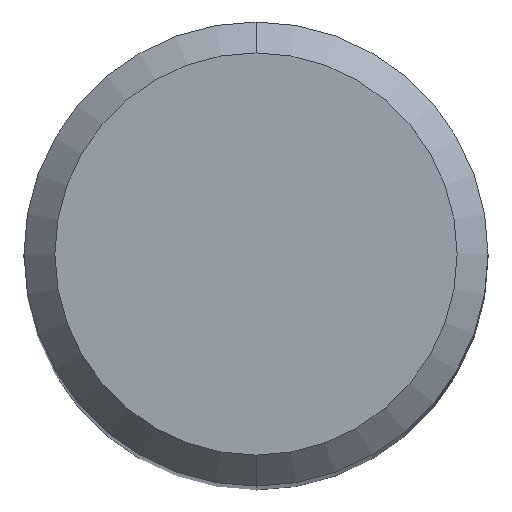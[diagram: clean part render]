
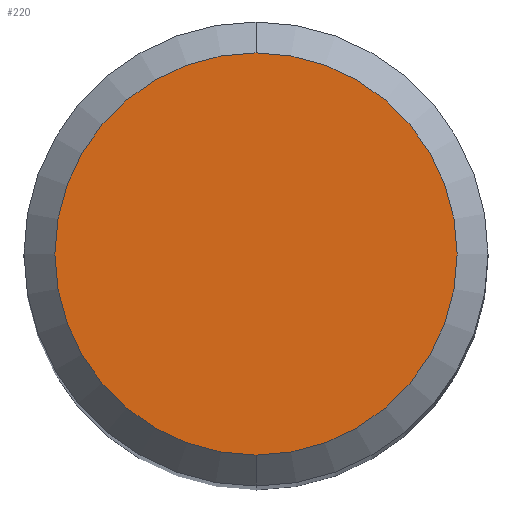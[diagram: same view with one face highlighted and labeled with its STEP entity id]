
A CAD part, top view. The second image highlights one B-rep face of the part: STEP entity #220.
In plain terms, the highlighted planar face has unit normal (0, 0, 1).
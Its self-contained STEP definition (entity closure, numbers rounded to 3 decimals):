
#134=EDGE_CURVE('',#180,#218,#290,.T.);
#180=VERTEX_POINT('',#346);
#218=VERTEX_POINT('',#387);
#220=ADVANCED_FACE('',(#389),#390,.T.);
#230=EDGE_CURVE('',#218,#180,#400,.T.);
#290=CIRCLE('',#460,2.6);
#346=CARTESIAN_POINT('',(0.,-2.6,0.01));
#387=CARTESIAN_POINT('',(0.0,2.6,0.01));
#389=FACE_OUTER_BOUND('',#586,.T.);
#390=PLANE('',#587);
#400=CIRCLE('',#601,2.6);
#460=AXIS2_PLACEMENT_3D('',#645,#646,#647);
#586=EDGE_LOOP('',(#786,#787));
#587=AXIS2_PLACEMENT_3D('',#788,#789,#790);
#601=AXIS2_PLACEMENT_3D('',#795,#796,#797);
#645=CARTESIAN_POINT('',(0.0,0.0,0.01));
#646=DIRECTION('',(0.0,0.0,-1.0));
#647=DIRECTION('',(0.0,1.0,0.0));
#786=ORIENTED_EDGE('',*,*,#230,.F.);
#787=ORIENTED_EDGE('',*,*,#134,.F.);
#788=CARTESIAN_POINT('',(0.0,1.3,0.01));
#789=DIRECTION('',(-0.0,0.0,1.0));
#790=DIRECTION('',(0.0,-1.0,0.0));
#795=CARTESIAN_POINT('',(0.0,0.0,0.01));
#796=DIRECTION('',(0.0,0.0,-1.0));
#797=DIRECTION('',(0.0,1.0,0.0));
